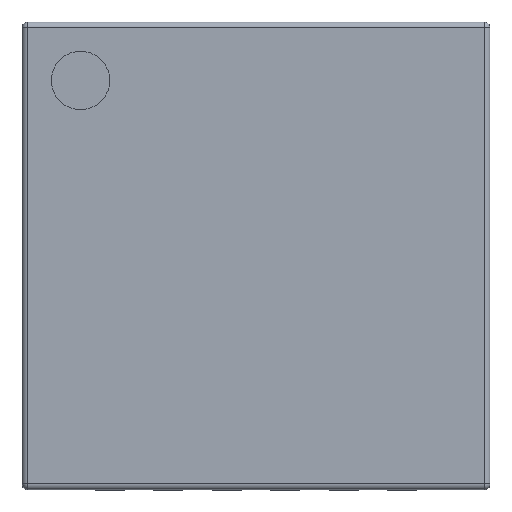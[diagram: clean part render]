
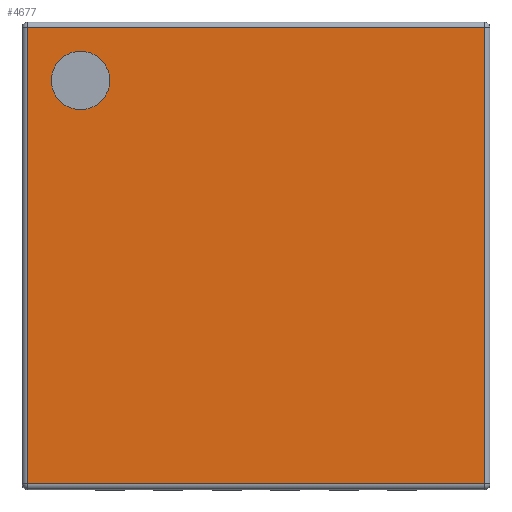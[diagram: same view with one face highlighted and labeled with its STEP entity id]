
A CAD part, top view. The second image highlights one B-rep face of the part: STEP entity #4677.
In plain terms, the highlighted planar face has unit normal (0, 0, 1).
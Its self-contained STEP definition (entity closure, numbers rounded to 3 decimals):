
#201=FACE_BOUND('',#701,.T.);
#219=PLANE('',#5095);
#444=FACE_OUTER_BOUND('',#700,.T.);
#700=EDGE_LOOP('',(#3626,#3627,#3628,#3629));
#701=EDGE_LOOP('',(#3630));
#1065=LINE('',#7298,#1566);
#1070=LINE('',#7328,#1571);
#1072=LINE('',#7331,#1573);
#1074=LINE('',#7334,#1575);
#1566=VECTOR('',#5862,10.);
#1571=VECTOR('',#5899,10.);
#1573=VECTOR('',#5903,10.);
#1575=VECTOR('',#5907,10.);
#2046=CIRCLE('',#5096,0.25);
#2321=VERTEX_POINT('',#7276);
#2322=VERTEX_POINT('',#7282);
#2325=VERTEX_POINT('',#7291);
#2327=VERTEX_POINT('',#7301);
#2341=VERTEX_POINT('',#7358);
#2814=EDGE_CURVE('',#2321,#2325,#1065,.T.);
#2829=EDGE_CURVE('',#2325,#2327,#1070,.T.);
#2831=EDGE_CURVE('',#2327,#2322,#1072,.T.);
#2833=EDGE_CURVE('',#2322,#2321,#1074,.T.);
#2845=EDGE_CURVE('',#2341,#2341,#2046,.T.);
#3626=ORIENTED_EDGE('',*,*,#2814,.F.);
#3627=ORIENTED_EDGE('',*,*,#2833,.F.);
#3628=ORIENTED_EDGE('',*,*,#2831,.F.);
#3629=ORIENTED_EDGE('',*,*,#2829,.F.);
#3630=ORIENTED_EDGE('',*,*,#2845,.T.);
#4677=ADVANCED_FACE('',(#444,#201),#219,.T.);
#5095=AXIS2_PLACEMENT_3D('',#7357,#5931,#5932);
#5096=AXIS2_PLACEMENT_3D('',#7359,#5933,#5934);
#5862=DIRECTION('',(0.,-1.,0.));
#5899=DIRECTION('',(-1.,0.,0.));
#5903=DIRECTION('',(0.,1.,0.));
#5907=DIRECTION('',(1.,0.,0.));
#5931=DIRECTION('center_axis',(0.,0.,1.));
#5932=DIRECTION('ref_axis',(1.,0.,0.));
#5933=DIRECTION('center_axis',(0.,0.,-1.));
#5934=DIRECTION('ref_axis',(-1.,0.,0.));
#7276=CARTESIAN_POINT('',(1.95,1.95,0.9));
#7282=CARTESIAN_POINT('',(-1.95,1.95,0.9));
#7291=CARTESIAN_POINT('',(1.95,-1.95,0.9));
#7298=CARTESIAN_POINT('',(1.95,-1.,0.9));
#7301=CARTESIAN_POINT('',(-1.95,-1.95,0.9));
#7328=CARTESIAN_POINT('',(-1.,-1.95,0.9));
#7331=CARTESIAN_POINT('',(-1.95,1.,0.9));
#7334=CARTESIAN_POINT('',(1.,1.95,0.9));
#7357=CARTESIAN_POINT('Origin',(0.,0.,0.9));
#7358=CARTESIAN_POINT('',(-1.25,1.5,0.9));
#7359=CARTESIAN_POINT('Origin',(-1.5,1.5,0.9));
